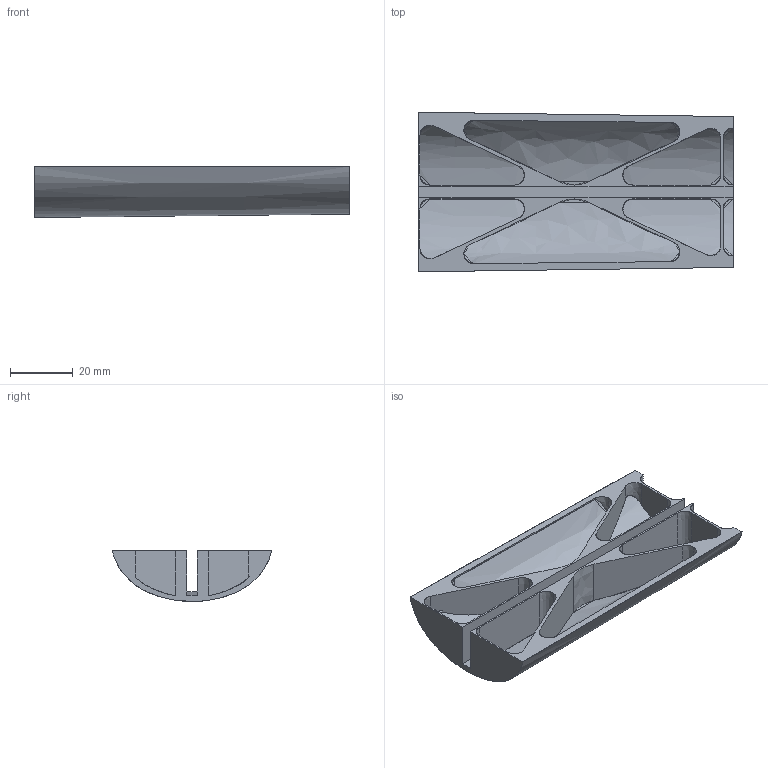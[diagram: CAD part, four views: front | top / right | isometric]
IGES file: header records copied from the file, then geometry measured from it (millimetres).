
Start section: Author : Copyright OZZtosh 2016
Global section: file name: Analysis sample.prt; native system: CADKEY; preprocessor: CADKEY Advanced IGES 19; author: Copyright OZZtosh 2016; organization: Non-specified; date: 000000.000000; units: inch
Bounding box: 100.17 x 50.82 x 16.24 mm (x, y, z)
Surface area: 22295.4 mm2 (no closed solid volume)
Topology: 0 solids, 0 shells, 67 faces, 1912 edges, 1912 vertices
Faces by surface type: bspline 67
